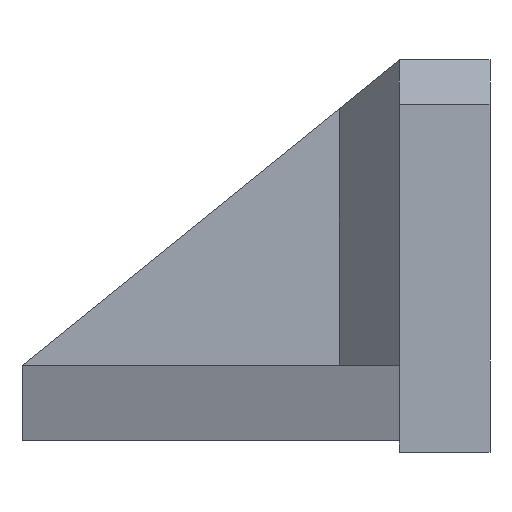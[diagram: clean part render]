
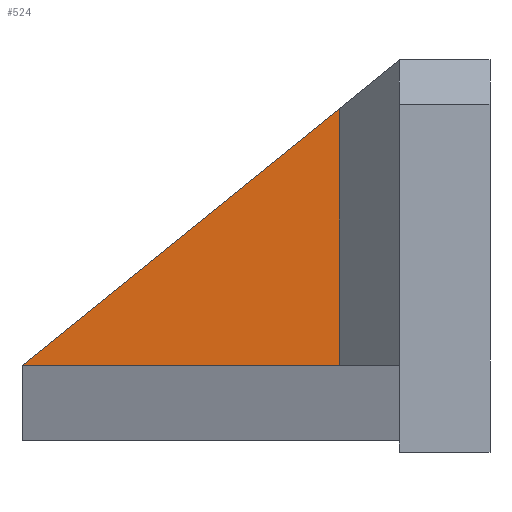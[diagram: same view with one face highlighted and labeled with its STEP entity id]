
A CAD part, front view. The second image highlights one B-rep face of the part: STEP entity #524.
In plain terms, the highlighted planar face has unit normal (0, -1, 0).
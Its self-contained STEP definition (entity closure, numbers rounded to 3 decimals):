
#4 = EDGE_LOOP ( 'NONE', ( #397, #676, #791 ) ) ;
#124 = DIRECTION ( 'NONE',  ( 1., 0., 0. ) ) ;
#140 = LINE ( 'NONE', #289, #646 ) ;
#149 = CARTESIAN_POINT ( 'NONE',  ( 6.737, 40.148, 73.257 ) ) ;
#151 = EDGE_CURVE ( 'NONE', #467, #571, #140, .T. ) ;
#192 = AXIS2_PLACEMENT_3D ( 'NONE', #363, #884, #669 ) ;
#224 = VECTOR ( 'NONE', #940, 1000. ) ;
#275 = LINE ( 'NONE', #581, #224 ) ;
#289 = CARTESIAN_POINT ( 'NONE',  ( -14.263, 40.148, 67.124 ) ) ;
#355 = CARTESIAN_POINT ( 'NONE',  ( 6.737, 40.148, 84.134 ) ) ;
#363 = CARTESIAN_POINT ( 'NONE',  ( -14.263, 40.148, 73.257 ) ) ;
#397 = ORIENTED_EDGE ( 'NONE', *, *, #151, .T. ) ;
#467 = VERTEX_POINT ( 'NONE', #513 ) ;
#513 = CARTESIAN_POINT ( 'NONE',  ( -14.263, 40.148, 67.124 ) ) ;
#516 = FACE_OUTER_BOUND ( 'NONE', #4, .T. ) ;
#524 = ADVANCED_FACE ( 'NONE', ( #516 ), #744, .T. ) ;
#571 = VERTEX_POINT ( 'NONE', #735 ) ;
#577 = EDGE_CURVE ( 'NONE', #467, #691, #275, .T. ) ;
#581 = CARTESIAN_POINT ( 'NONE',  ( -11.264, 40.148, 69.554 ) ) ;
#604 = LINE ( 'NONE', #149, #803 ) ;
#646 = VECTOR ( 'NONE', #124, 1000. ) ;
#669 = DIRECTION ( 'NONE',  ( -1., 0., 0. ) ) ;
#676 = ORIENTED_EDGE ( 'NONE', *, *, #750, .T. ) ;
#691 = VERTEX_POINT ( 'NONE', #355 ) ;
#735 = CARTESIAN_POINT ( 'NONE',  ( 6.737, 40.148, 67.124 ) ) ;
#744 = PLANE ( 'NONE',  #192 ) ;
#750 = EDGE_CURVE ( 'NONE', #571, #691, #604, .T. ) ;
#770 = DIRECTION ( 'NONE',  ( 0., 0., 1. ) ) ;
#791 = ORIENTED_EDGE ( 'NONE', *, *, #577, .F. ) ;
#803 = VECTOR ( 'NONE', #770, 1000. ) ;
#884 = DIRECTION ( 'NONE',  ( 0., -1., 0. ) ) ;
#940 = DIRECTION ( 'NONE',  ( 0.777, 0., 0.629 ) ) ;
